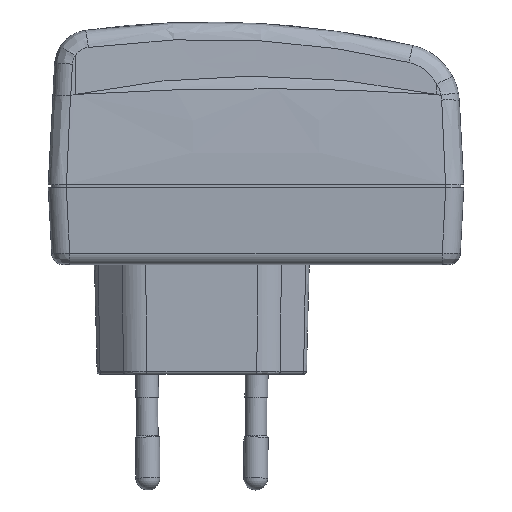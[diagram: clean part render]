
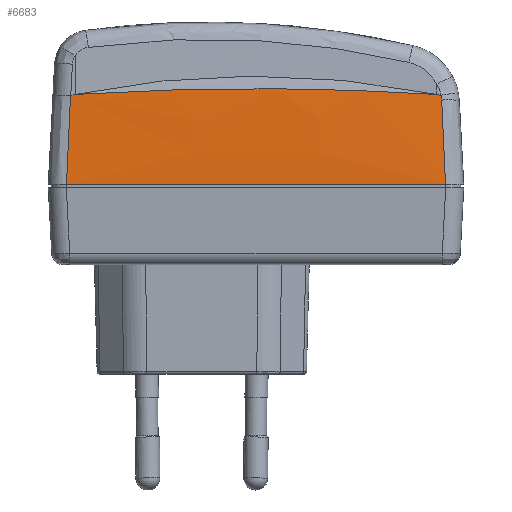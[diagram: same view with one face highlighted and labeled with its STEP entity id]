
A CAD part, top view. The second image highlights one B-rep face of the part: STEP entity #6683.
In plain terms, the highlighted free-form (B-spline) face has degree [3, 3] with [4, 4] control points.
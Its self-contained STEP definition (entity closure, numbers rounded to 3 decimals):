
#5=DIRECTION('',(1.,0.,0.));
#6=VECTOR('',#5,62.941);
#7=CARTESIAN_POINT('',(-31.47,0.,14.4));
#8=LINE('',#7,#6);
#124=CARTESIAN_POINT('',(30.838,14.026,13.472));
#125=CARTESIAN_POINT('',(30.908,12.471,13.634));
#126=CARTESIAN_POINT('',(31.049,9.359,13.919));
#127=CARTESIAN_POINT('',(31.26,4.683,14.228));
#128=CARTESIAN_POINT('',(31.4,1.561,14.356));
#129=CARTESIAN_POINT('',(31.47,0.,14.4));
#136=CARTESIAN_POINT('',(29.997,14.967,13.397));
#137=CARTESIAN_POINT('',(30.112,14.945,13.396));
#138=CARTESIAN_POINT('',(30.347,14.895,13.394));
#139=CARTESIAN_POINT('',(30.576,14.851,13.392));
#140=CARTESIAN_POINT('',(30.691,14.829,13.39));
#142=CARTESIAN_POINT('',(30.756,14.828,13.389));
#143=CARTESIAN_POINT('',(30.762,14.792,13.392));
#144=CARTESIAN_POINT('',(30.773,14.718,13.4));
#145=CARTESIAN_POINT('',(30.789,14.599,13.412));
#146=CARTESIAN_POINT('',(30.804,14.472,13.426));
#147=CARTESIAN_POINT('',(30.818,14.335,13.44));
#148=CARTESIAN_POINT('',(30.829,14.187,13.455));
#149=CARTESIAN_POINT('',(30.835,14.081,13.467));
#150=CARTESIAN_POINT('',(30.838,14.026,13.472));
#152=CARTESIAN_POINT('',(-30.759,14.815,13.39));
#153=CARTESIAN_POINT('',(-30.633,14.84,13.391));
#154=CARTESIAN_POINT('',(-30.381,14.888,13.394));
#155=CARTESIAN_POINT('',(-30.124,14.942,13.396));
#156=CARTESIAN_POINT('',(-29.997,14.967,13.397));
#158=CARTESIAN_POINT('',(29.997,14.967,13.397));
#159=CARTESIAN_POINT('',(24.998,15.28,13.519));
#160=CARTESIAN_POINT('',(14.989,15.756,13.718));
#161=CARTESIAN_POINT('',(0.,15.991,13.825));
#162=CARTESIAN_POINT('',(-14.989,15.756,13.718));
#163=CARTESIAN_POINT('',(-24.998,15.28,13.519));
#164=CARTESIAN_POINT('',(-29.997,14.967,13.397));
#184=CARTESIAN_POINT('',(30.756,14.828,13.389));
#185=CARTESIAN_POINT('',(30.749,14.826,13.389));
#186=CARTESIAN_POINT('',(30.735,14.825,13.389));
#187=CARTESIAN_POINT('',(30.713,14.825,13.39));
#188=CARTESIAN_POINT('',(30.698,14.827,13.39));
#189=CARTESIAN_POINT('',(30.691,14.829,13.39));
#195=CARTESIAN_POINT('',(30.691,14.829,13.39));
#276=CARTESIAN_POINT('',(-30.802,14.812,13.389));
#277=CARTESIAN_POINT('',(-30.797,14.812,13.389));
#278=CARTESIAN_POINT('',(-30.788,14.812,13.389));
#279=CARTESIAN_POINT('',(-30.774,14.813,13.39));
#280=CARTESIAN_POINT('',(-30.764,14.814,13.39));
#281=CARTESIAN_POINT('',(-30.759,14.815,13.39));
#329=CARTESIAN_POINT('',(-30.802,14.812,13.389));
#330=CARTESIAN_POINT('',(-30.876,13.172,13.567));
#331=CARTESIAN_POINT('',(-31.025,9.886,13.879));
#332=CARTESIAN_POINT('',(-31.248,4.946,14.216));
#333=CARTESIAN_POINT('',(-31.396,1.649,14.353));
#334=CARTESIAN_POINT('',(-31.47,0.,
14.4));
#727=CARTESIAN_POINT('',(-29.997,14.967,13.397));
#735=CARTESIAN_POINT('',(29.997,14.967,13.397));
#5348=VERTEX_POINT('',#727);
#5349=VERTEX_POINT('',#735);
#5350=VERTEX_POINT('',#124);
#5351=VERTEX_POINT('',#129);
#5354=VERTEX_POINT('',#195);
#5361=CARTESIAN_POINT('',(-30.759,14.815,13.39));
#5362=VERTEX_POINT('',#5361);
#5363=VERTEX_POINT('',#276);
#5366=VERTEX_POINT('',#334);
#5367=VERTEX_POINT('',#184);
#6649=CARTESIAN_POINT('',(-32.099,16.246,13.179));
#6650=CARTESIAN_POINT('',(-10.7,16.225,13.957));
#6651=CARTESIAN_POINT('',(10.7,16.225,13.957));
#6652=CARTESIAN_POINT('',(32.099,16.246,13.179));
#6653=CARTESIAN_POINT('',(-32.099,10.747,13.844));
#6654=CARTESIAN_POINT('',(-10.7,10.721,14.356));
#6655=CARTESIAN_POINT('',(10.7,10.721,14.356));
#6656=CARTESIAN_POINT('',(32.099,10.747,13.844));
#6657=CARTESIAN_POINT('',(-32.099,5.217,14.255));
#6658=CARTESIAN_POINT('',(-10.7,5.199,14.502));
#6659=CARTESIAN_POINT('',(10.7,5.199,14.502));
#6660=CARTESIAN_POINT('',(32.099,5.217,14.255));
#6661=CARTESIAN_POINT('',(-32.099,-0.319,
14.409));
#6662=CARTESIAN_POINT('',(-10.7,-0.318,
14.394));
#6663=CARTESIAN_POINT('',(10.7,-0.318,
14.394));
#6664=CARTESIAN_POINT('',(32.099,-0.319,
14.409));
#6665=B_SPLINE_SURFACE_WITH_KNOTS('',3,3,((#6649,#6650,#6651,#6652),(#6653,
#6654,#6655,#6656),(#6657,#6658,#6659,#6660),(#6661,#6662,#6663,#6664)),
.UNSPECIFIED.,.F.,.F.,.F.,(4,4),(4,4),(0.377,1.012),(
0.035,0.965),.UNSPECIFIED.);
#6667=ORIENTED_EDGE('',*,*,#6666,.T.);
#6669=ORIENTED_EDGE('',*,*,#6668,.F.);
#6670=ORIENTED_EDGE('',*,*,#6605,.T.);
#6671=ORIENTED_EDGE('',*,*,#6643,.T.);
#6672=ORIENTED_EDGE('',*,*,#6514,.F.);
#6674=ORIENTED_EDGE('',*,*,#6673,.F.);
#6676=ORIENTED_EDGE('',*,*,#6675,.T.);
#6678=ORIENTED_EDGE('',*,*,#6677,.T.);
#6680=ORIENTED_EDGE('',*,*,#6679,.F.);
#6681=EDGE_LOOP('',(#6667,#6669,#6670,#6671,#6672,#6674,#6676,#6678,#6680));
#6682=FACE_OUTER_BOUND('',#6681,.F.);
#6683=ADVANCED_FACE('',(#6682),#6665,.T.);
#130=B_SPLINE_CURVE_WITH_KNOTS('',3,(#124,#125,#126,#127,#128,#129),
.UNSPECIFIED.,.F.,.F.,(4,1,1,4),(0.,0.333,0.667,1.),
.UNSPECIFIED.);
#141=B_SPLINE_CURVE_WITH_KNOTS('',3,(#136,#137,#138,#139,#140),.UNSPECIFIED.,
.F.,.F.,(4,1,4),(0.,0.5,1.),.UNSPECIFIED.);
#151=B_SPLINE_CURVE_WITH_KNOTS('',3,(#142,#143,#144,#145,#146,#147,#148,#149,
#150),.UNSPECIFIED.,.F.,.F.,(4,1,1,1,1,1,4),(0.,0.167,
0.333,0.5,0.667,0.833,1.),
.UNSPECIFIED.);
#157=B_SPLINE_CURVE_WITH_KNOTS('',3,(#152,#153,#154,#155,#156),.UNSPECIFIED.,
.F.,.F.,(4,1,4),(0.,0.5,1.),.UNSPECIFIED.);
#165=B_SPLINE_CURVE_WITH_KNOTS('',3,(#158,#159,#160,#161,#162,#163,#164),
.UNSPECIFIED.,.F.,.F.,(4,1,1,1,4),(0.,0.25,0.5,0.75,1.),
.UNSPECIFIED.);
#190=B_SPLINE_CURVE_WITH_KNOTS('',3,(#184,#185,#186,#187,#188,#189),
.UNSPECIFIED.,.F.,.F.,(4,1,1,4),(0.,0.333,0.667,1.),
.UNSPECIFIED.);
#282=B_SPLINE_CURVE_WITH_KNOTS('',3,(#276,#277,#278,#279,#280,#281),
.UNSPECIFIED.,.F.,.F.,(4,1,1,4),(0.,0.333,0.667,1.),
.UNSPECIFIED.);
#335=B_SPLINE_CURVE_WITH_KNOTS('',3,(#329,#330,#331,#332,#333,#334),
.UNSPECIFIED.,.F.,.F.,(4,1,1,4),(0.,0.333,0.667,1.),
.UNSPECIFIED.);
#6514=EDGE_CURVE('',#5366,#5351,#8,.T.);
#6605=EDGE_CURVE('',#5367,#5350,#151,.T.);
#6643=EDGE_CURVE('',#5350,#5351,#130,.T.);
#6666=EDGE_CURVE('',#5349,#5354,#141,.T.);
#6668=EDGE_CURVE('',#5367,#5354,#190,.T.);
#6673=EDGE_CURVE('',#5363,#5366,#335,.T.);
#6675=EDGE_CURVE('',#5363,#5362,#282,.T.);
#6677=EDGE_CURVE('',#5362,#5348,#157,.T.);
#6679=EDGE_CURVE('',#5349,#5348,#165,.T.);
